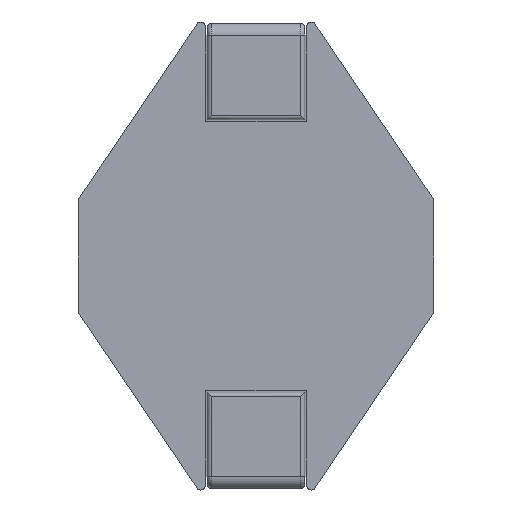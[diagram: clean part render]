
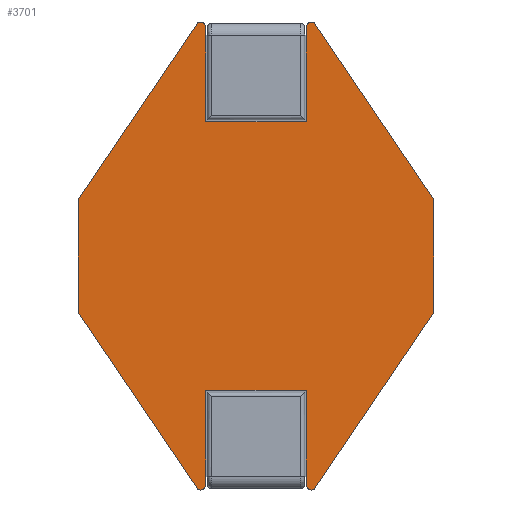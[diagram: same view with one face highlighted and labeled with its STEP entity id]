
A CAD part, front view. The second image highlights one B-rep face of the part: STEP entity #3701.
In plain terms, the highlighted planar face has unit normal (0, -1, 0).
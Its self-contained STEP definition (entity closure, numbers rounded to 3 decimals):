
#79 = VERTEX_POINT ( 'NONE', #9973 ) ;
#194 = AXIS2_PLACEMENT_3D ( 'NONE', #5648, #11014, #12342 ) ;
#205 = CARTESIAN_POINT ( 'NONE',  ( -1.462, 0., -6.187 ) ) ;
#365 = CARTESIAN_POINT ( 'NONE',  ( 1.462, 0., -6.187 ) ) ;
#580 = DIRECTION ( 'NONE',  ( -0.559, 0., -0.829 ) ) ;
#630 = DIRECTION ( 'NONE',  ( 0.559, 0., -0.829 ) ) ;
#899 = VECTOR ( 'NONE', #14967, 1000. ) ;
#930 = LINE ( 'NONE', #11145, #15781 ) ;
#1121 = VECTOR ( 'NONE', #5889, 1000. ) ;
#1126 = LINE ( 'NONE', #8643, #6622 ) ;
#1194 = AXIS2_PLACEMENT_3D ( 'NONE', #5204, #5322, #8151 ) ;
#1306 = VECTOR ( 'NONE', #7205, 1000. ) ;
#1366 = ORIENTED_EDGE ( 'NONE', *, *, #14026, .F. ) ;
#1474 = VERTEX_POINT ( 'NONE', #205 ) ;
#1528 = VECTOR ( 'NONE', #4284, 1000. ) ;
#1605 = CIRCLE ( 'NONE', #3793, 0.127 ) ;
#1811 = CARTESIAN_POINT ( 'NONE',  ( 1.462, 0., 6.06 ) ) ;
#2014 = DIRECTION ( 'NONE',  ( 0., 0., 1. ) ) ;
#2373 = FACE_OUTER_BOUND ( 'NONE', #11466, .T. ) ;
#2543 = VECTOR ( 'NONE', #580, 1000. ) ;
#2800 = EDGE_CURVE ( 'NONE', #1474, #3946, #15573, .T. ) ;
#3029 = EDGE_CURVE ( 'NONE', #5002, #79, #17057, .T. ) ;
#3108 = ORIENTED_EDGE ( 'NONE', *, *, #12801, .F. ) ;
#3115 = EDGE_CURVE ( 'NONE', #12177, #5002, #16601, .T. ) ;
#3349 = EDGE_CURVE ( 'NONE', #5913, #3749, #1126, .T. ) ;
#3443 = LINE ( 'NONE', #14012, #1121 ) ;
#3658 = ORIENTED_EDGE ( 'NONE', *, *, #4197, .F. ) ;
#3701 = ADVANCED_FACE ( 'NONE', ( #2373 ), #6860, .F. ) ;
#3749 = VERTEX_POINT ( 'NONE', #15586 ) ;
#3751 = CARTESIAN_POINT ( 'NONE',  ( 1.567, 0., -6.131 ) ) ;
#3760 = CARTESIAN_POINT ( 'NONE',  ( -1.567, 0., 6.131 ) ) ;
#3793 = AXIS2_PLACEMENT_3D ( 'NONE', #11278, #12657, #4526 ) ;
#3946 = VERTEX_POINT ( 'NONE', #9243 ) ;
#4170 = EDGE_CURVE ( 'NONE', #3749, #16339, #10610, .T. ) ;
#4197 = EDGE_CURVE ( 'NONE', #3946, #14465, #15078, .T. ) ;
#4208 = CARTESIAN_POINT ( 'NONE',  ( -1.335, 0., -3.555 ) ) ;
#4284 = DIRECTION ( 'NONE',  ( 0., 0., 1. ) ) ;
#4510 = VECTOR ( 'NONE', #9271, 1000. ) ;
#4526 = DIRECTION ( 'NONE',  ( 0., 0., -1. ) ) ;
#4801 = ORIENTED_EDGE ( 'NONE', *, *, #11092, .F. ) ;
#4863 = DIRECTION ( 'NONE',  ( 0.559, 0., 0.829 ) ) ;
#4910 = LINE ( 'NONE', #16287, #899 ) ;
#5002 = VERTEX_POINT ( 'NONE', #15476 ) ;
#5120 = ORIENTED_EDGE ( 'NONE', *, *, #6922, .F. ) ;
#5200 = DIRECTION ( 'NONE',  ( 0., 0., -1. ) ) ;
#5204 = CARTESIAN_POINT ( 'NONE',  ( -1.462, 0., -6.06 ) ) ;
#5322 = DIRECTION ( 'NONE',  ( 0., 1., 0. ) ) ;
#5648 = CARTESIAN_POINT ( 'NONE',  ( 1.462, 0., -6.06 ) ) ;
#5667 = CARTESIAN_POINT ( 'NONE',  ( -4.7, 0., 6.475 ) ) ;
#5889 = DIRECTION ( 'NONE',  ( 0., 0., -1. ) ) ;
#5903 = CIRCLE ( 'NONE', #7852, 0.127 ) ;
#5913 = VERTEX_POINT ( 'NONE', #7543 ) ;
#5955 = DIRECTION ( 'NONE',  ( 0., 1., 0. ) ) ;
#5983 = DIRECTION ( 'NONE',  ( 0., 0., 1. ) ) ;
#6351 = CARTESIAN_POINT ( 'NONE',  ( -4.7, 0., -1.486 ) ) ;
#6622 = VECTOR ( 'NONE', #2014, 1000. ) ;
#6699 = EDGE_CURVE ( 'NONE', #79, #11473, #4910, .T. ) ;
#6755 = EDGE_CURVE ( 'NONE', #7495, #14887, #15725, .T. ) ;
#6765 = CARTESIAN_POINT ( 'NONE',  ( 1.567, 0., 6.131 ) ) ;
#6770 = EDGE_CURVE ( 'NONE', #14465, #11593, #7891, .T. ) ;
#6815 = CARTESIAN_POINT ( 'NONE',  ( 4.7, 0., 1.486 ) ) ;
#6860 = PLANE ( 'NONE',  #10074 ) ;
#6867 = ORIENTED_EDGE ( 'NONE', *, *, #6755, .F. ) ;
#6903 = DIRECTION ( 'NONE',  ( 0., 1., 0. ) ) ;
#6922 = EDGE_CURVE ( 'NONE', #16339, #17382, #7004, .T. ) ;
#7004 = LINE ( 'NONE', #16866, #16143 ) ;
#7168 = DIRECTION ( 'NONE',  ( 0., 0., -1. ) ) ;
#7205 = DIRECTION ( 'NONE',  ( 0., 0., -1. ) ) ;
#7495 = VERTEX_POINT ( 'NONE', #11745 ) ;
#7543 = CARTESIAN_POINT ( 'NONE',  ( 1.335, 0., 3.555 ) ) ;
#7774 = ORIENTED_EDGE ( 'NONE', *, *, #13445, .F. ) ;
#7813 = EDGE_CURVE ( 'NONE', #17382, #12110, #17140, .T. ) ;
#7852 = AXIS2_PLACEMENT_3D ( 'NONE', #11830, #6903, #5200 ) ;
#7891 = LINE ( 'NONE', #5667, #1528 ) ;
#7918 = DIRECTION ( 'NONE',  ( 0., 1., 0. ) ) ;
#8151 = DIRECTION ( 'NONE',  ( 0., 0., -1. ) ) ;
#8382 = VECTOR ( 'NONE', #4863, 1000. ) ;
#8412 = CARTESIAN_POINT ( 'NONE',  ( -4.7, 0., 1.486 ) ) ;
#8632 = CARTESIAN_POINT ( 'NONE',  ( 4.7, 0., 6.475 ) ) ;
#8643 = CARTESIAN_POINT ( 'NONE',  ( 1.335, 0., 6.475 ) ) ;
#9018 = ORIENTED_EDGE ( 'NONE', *, *, #3349, .F. ) ;
#9031 = CARTESIAN_POINT ( 'NONE',  ( 1.462, 0., -6.06 ) ) ;
#9137 = LINE ( 'NONE', #9693, #2543 ) ;
#9243 = CARTESIAN_POINT ( 'NONE',  ( -1.567, 0., -6.131 ) ) ;
#9271 = DIRECTION ( 'NONE',  ( 0., 0., 1. ) ) ;
#9355 = VERTEX_POINT ( 'NONE', #3751 ) ;
#9685 = CARTESIAN_POINT ( 'NONE',  ( -1.335, 0., 6.475 ) ) ;
#9693 = CARTESIAN_POINT ( 'NONE',  ( 4.7, 0., -1.486 ) ) ;
#9796 = DIRECTION ( 'NONE',  ( -0.559, 0., 0.829 ) ) ;
#9809 = ORIENTED_EDGE ( 'NONE', *, *, #4170, .F. ) ;
#9973 = CARTESIAN_POINT ( 'NONE',  ( 1.335, 0., -3.555 ) ) ;
#10048 = DIRECTION ( 'NONE',  ( 0., 1., 0. ) ) ;
#10074 = AXIS2_PLACEMENT_3D ( 'NONE', #11410, #10048, #5983 ) ;
#10558 = DIRECTION ( 'NONE',  ( 0., 0., -1. ) ) ;
#10609 = ORIENTED_EDGE ( 'NONE', *, *, #6699, .F. ) ;
#10610 = CIRCLE ( 'NONE', #12716, 0.127 ) ;
#10685 = ORIENTED_EDGE ( 'NONE', *, *, #3115, .F. ) ;
#10739 = ORIENTED_EDGE ( 'NONE', *, *, #17145, .F. ) ;
#10787 = EDGE_CURVE ( 'NONE', #11305, #7495, #5903, .T. ) ;
#11014 = DIRECTION ( 'NONE',  ( 0., 1., 0. ) ) ;
#11092 = EDGE_CURVE ( 'NONE', #11473, #11236, #3443, .T. ) ;
#11145 = CARTESIAN_POINT ( 'NONE',  ( 4.7, 0., 3.555 ) ) ;
#11154 = DIRECTION ( 'NONE',  ( 0., 0., -1. ) ) ;
#11222 = VECTOR ( 'NONE', #9796, 1000. ) ;
#11236 = VERTEX_POINT ( 'NONE', #14381 ) ;
#11278 = CARTESIAN_POINT ( 'NONE',  ( -1.462, 0., -6.06 ) ) ;
#11305 = VERTEX_POINT ( 'NONE', #3760 ) ;
#11410 = CARTESIAN_POINT ( 'NONE',  ( 4.7, 0., 6.475 ) ) ;
#11466 = EDGE_LOOP ( 'NONE', ( #7774, #12401, #16852, #5120, #9809, #9018, #1366, #6867, #11555, #3108, #15888, #3658, #14152, #10739, #4801, #10609, #15667, #10685 ) ) ;
#11473 = VERTEX_POINT ( 'NONE', #4208 ) ;
#11555 = ORIENTED_EDGE ( 'NONE', *, *, #10787, .F. ) ;
#11593 = VERTEX_POINT ( 'NONE', #8412 ) ;
#11729 = CARTESIAN_POINT ( 'NONE',  ( -1.335, 0., 3.555 ) ) ;
#11745 = CARTESIAN_POINT ( 'NONE',  ( -1.335, 0., 6.06 ) ) ;
#11830 = CARTESIAN_POINT ( 'NONE',  ( -1.462, 0., 6.06 ) ) ;
#12110 = VERTEX_POINT ( 'NONE', #13798 ) ;
#12177 = VERTEX_POINT ( 'NONE', #365 ) ;
#12342 = DIRECTION ( 'NONE',  ( 0., 0., -1. ) ) ;
#12353 = DIRECTION ( 'NONE',  ( 1., 0., 0. ) ) ;
#12401 = ORIENTED_EDGE ( 'NONE', *, *, #15640, .F. ) ;
#12657 = DIRECTION ( 'NONE',  ( 0., 1., 0. ) ) ;
#12716 = AXIS2_PLACEMENT_3D ( 'NONE', #1811, #5955, #11154 ) ;
#12801 = EDGE_CURVE ( 'NONE', #11593, #11305, #14133, .T. ) ;
#13445 = EDGE_CURVE ( 'NONE', #9355, #12177, #15396, .T. ) ;
#13460 = AXIS2_PLACEMENT_3D ( 'NONE', #9031, #7918, #10558 ) ;
#13546 = VECTOR ( 'NONE', #7168, 1000. ) ;
#13798 = CARTESIAN_POINT ( 'NONE',  ( 4.7, 0., -1.486 ) ) ;
#14012 = CARTESIAN_POINT ( 'NONE',  ( -1.335, 0., 6.475 ) ) ;
#14026 = EDGE_CURVE ( 'NONE', #14887, #5913, #930, .T. ) ;
#14079 = CARTESIAN_POINT ( 'NONE',  ( -1.567, 0., -6.131 ) ) ;
#14133 = LINE ( 'NONE', #16970, #8382 ) ;
#14152 = ORIENTED_EDGE ( 'NONE', *, *, #2800, .F. ) ;
#14381 = CARTESIAN_POINT ( 'NONE',  ( -1.335, 0., -6.06 ) ) ;
#14465 = VERTEX_POINT ( 'NONE', #6351 ) ;
#14887 = VERTEX_POINT ( 'NONE', #11729 ) ;
#14967 = DIRECTION ( 'NONE',  ( -1., 0., 0. ) ) ;
#15078 = LINE ( 'NONE', #14079, #11222 ) ;
#15396 = CIRCLE ( 'NONE', #13460, 0.127 ) ;
#15476 = CARTESIAN_POINT ( 'NONE',  ( 1.335, 0., -6.06 ) ) ;
#15573 = CIRCLE ( 'NONE', #1194, 0.127 ) ;
#15586 = CARTESIAN_POINT ( 'NONE',  ( 1.335, 0., 6.06 ) ) ;
#15640 = EDGE_CURVE ( 'NONE', #12110, #9355, #9137, .T. ) ;
#15667 = ORIENTED_EDGE ( 'NONE', *, *, #3029, .F. ) ;
#15725 = LINE ( 'NONE', #9685, #1306 ) ;
#15781 = VECTOR ( 'NONE', #12353, 1000. ) ;
#15888 = ORIENTED_EDGE ( 'NONE', *, *, #6770, .F. ) ;
#16143 = VECTOR ( 'NONE', #630, 1000. ) ;
#16287 = CARTESIAN_POINT ( 'NONE',  ( 4.7, 0., -3.555 ) ) ;
#16339 = VERTEX_POINT ( 'NONE', #6765 ) ;
#16438 = CARTESIAN_POINT ( 'NONE',  ( 1.335, 0., 6.475 ) ) ;
#16601 = CIRCLE ( 'NONE', #194, 0.127 ) ;
#16852 = ORIENTED_EDGE ( 'NONE', *, *, #7813, .F. ) ;
#16866 = CARTESIAN_POINT ( 'NONE',  ( 1.567, 0., 6.131 ) ) ;
#16970 = CARTESIAN_POINT ( 'NONE',  ( -4.7, 0., 1.486 ) ) ;
#17057 = LINE ( 'NONE', #16438, #4510 ) ;
#17140 = LINE ( 'NONE', #8632, #13546 ) ;
#17145 = EDGE_CURVE ( 'NONE', #11236, #1474, #1605, .T. ) ;
#17382 = VERTEX_POINT ( 'NONE', #6815 ) ;
